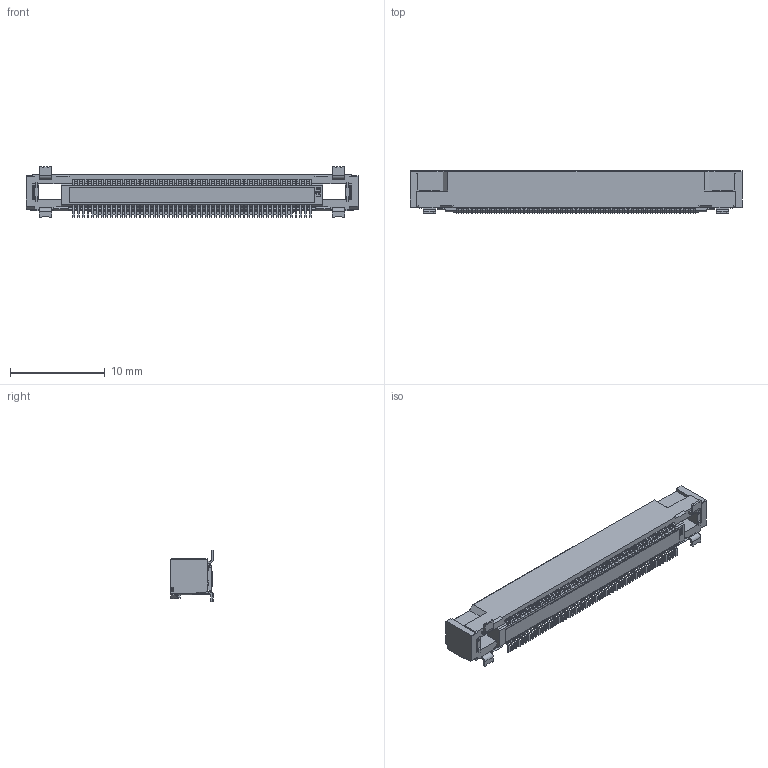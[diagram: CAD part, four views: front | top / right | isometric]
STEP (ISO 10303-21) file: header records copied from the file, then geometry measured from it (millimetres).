
FILE_DESCRIPTION (( 'STEP AP203' ), '1' );
FILE_NAME ('HF507S-50-04.STEP', '2016-02-15T00:39:26', ( 'DELL-T3500' ), ( 'Microsoft' ), 'SwSTEP 2.0', 'SolidWorks 2014', '' );
FILE_SCHEMA (( 'CONFIG_CONTROL_DESIGN' ));
Products named in the file (1): HF507S-50-04
Bounding box: 35.1 x 4.5 x 5.4 mm (x, y, z)
Volume: 434.9 mm3; surface area: 1119.1 mm2
Topology: 1 solids, 1 shells, 2528 faces, 6333 edges, 3821 vertices
Faces by surface type: plane 1865, cylinder 519, bspline 120, torus 24
Entity records: 74826 total; most frequent: CARTESIAN_POINT 15167, ORIENTED_EDGE 12666, DIRECTION 11773, EDGE_CURVE 6333, VECTOR 4791, LINE 4791, VERTEX_POINT 3821, AXIS2_PLACEMENT_3D 3491
